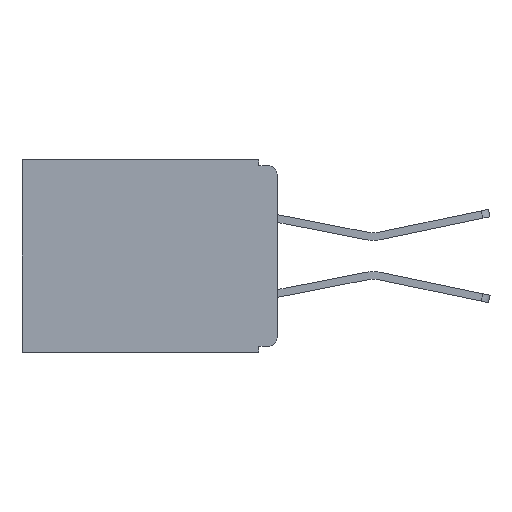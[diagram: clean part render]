
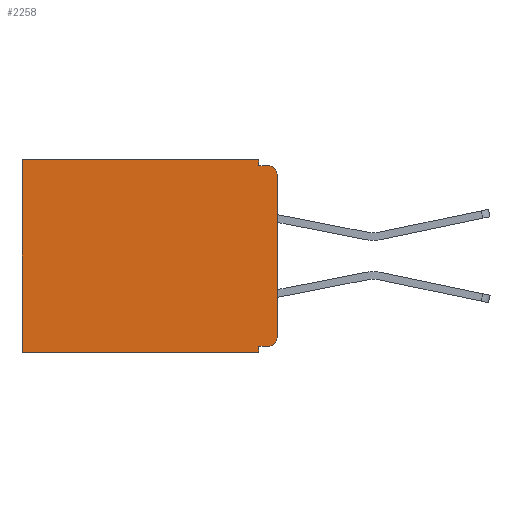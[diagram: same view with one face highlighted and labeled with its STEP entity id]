
A CAD part, left-side view. The second image highlights one B-rep face of the part: STEP entity #2258.
In plain terms, the highlighted planar face has unit normal (-1, 0, 0).
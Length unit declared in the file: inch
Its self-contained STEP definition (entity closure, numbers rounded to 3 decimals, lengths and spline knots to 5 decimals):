
#204 = VERTEX_POINT ( 'NONE', #7021 ) ;
#792 = PLANE ( 'NONE',  #8617 ) ;
#904 = DIRECTION ( 'NONE',  ( 1., 0., 0. ) ) ;
#1547 = ORIENTED_EDGE ( 'NONE', *, *, #3205, .F. ) ;
#1836 = CARTESIAN_POINT ( 'NONE',  ( 0.3, 0., 0. ) ) ;
#2015 = DIRECTION ( 'NONE',  ( 0., 1., 0. ) ) ;
#2036 = ORIENTED_EDGE ( 'NONE', *, *, #5520, .T. ) ;
#2258 = ADVANCED_FACE ( 'NONE', ( #4914 ), #792, .F. ) ;
#2326 = CARTESIAN_POINT ( 'NONE',  ( 0.3, 0.437, -0.33 ) ) ;
#2497 = EDGE_CURVE ( 'NONE', #17085, #16468, #16211, .T. ) ;
#2506 = ORIENTED_EDGE ( 'NONE', *, *, #2497, .F. ) ;
#2782 = CARTESIAN_POINT ( 'NONE',  ( 0.3, 0., -0.025 ) ) ;
#2947 = VERTEX_POINT ( 'NONE', #3150 ) ;
#3150 = CARTESIAN_POINT ( 'NONE',  ( 0.3, 0.015, -0.32 ) ) ;
#3205 = EDGE_CURVE ( 'NONE', #2947, #16985, #12386, .T. ) ;
#3443 = ORIENTED_EDGE ( 'NONE', *, *, #15789, .T. ) ;
#3538 = EDGE_LOOP ( 'NONE', ( #2506, #3443, #4595, #8792, #13829, #6820, #16135, #16567, #1547, #2036 ) ) ;
#3576 = VECTOR ( 'NONE', #2015, 39.37008 ) ;
#4045 = AXIS2_PLACEMENT_3D ( 'NONE', #8678, #7075, #6998 ) ;
#4096 = DIRECTION ( 'NONE',  ( 0., 0., -1. ) ) ;
#4332 = CIRCLE ( 'NONE', #4045, 0.015 ) ;
#4490 = VERTEX_POINT ( 'NONE', #10067 ) ;
#4595 = ORIENTED_EDGE ( 'NONE', *, *, #10303, .F. ) ;
#4898 = CARTESIAN_POINT ( 'NONE',  ( 0.3, 0.437, 0. ) ) ;
#4914 = FACE_OUTER_BOUND ( 'NONE', #3538, .T. ) ;
#5520 = EDGE_CURVE ( 'NONE', #2947, #16468, #4332, .T. ) ;
#5634 = VECTOR ( 'NONE', #15532, 39.37008 ) ;
#6139 = DIRECTION ( 'NONE',  ( -1., 0., 0. ) ) ;
#6459 = EDGE_CURVE ( 'NONE', #8869, #13846, #8169, .T. ) ;
#6623 = EDGE_CURVE ( 'NONE', #16985, #16661, #9298, .T. ) ;
#6653 = CARTESIAN_POINT ( 'NONE',  ( 0.3, 0.437, -0.33 ) ) ;
#6820 = ORIENTED_EDGE ( 'NONE', *, *, #6459, .T. ) ;
#6835 = CARTESIAN_POINT ( 'NONE',  ( 0.3, 0.031, -0.32 ) ) ;
#6998 = DIRECTION ( 'NONE',  ( 0., 0., -1. ) ) ;
#7021 = CARTESIAN_POINT ( 'NONE',  ( 0.3, 0.031, -0.01 ) ) ;
#7075 = DIRECTION ( 'NONE',  ( -1., 0., 0. ) ) ;
#7738 = VECTOR ( 'NONE', #16266, 39.37008 ) ;
#8169 = LINE ( 'NONE', #6653, #7738 ) ;
#8496 = DIRECTION ( 'NONE',  ( 0., 0., -1. ) ) ;
#8612 = VECTOR ( 'NONE', #17227, 39.37008 ) ;
#8617 = AXIS2_PLACEMENT_3D ( 'NONE', #16048, #904, #4096 ) ;
#8678 = CARTESIAN_POINT ( 'NONE',  ( 0.3, 0.015, -0.305 ) ) ;
#8792 = ORIENTED_EDGE ( 'NONE', *, *, #9465, .F. ) ;
#8856 = CARTESIAN_POINT ( 'NONE',  ( 0.3, 0.031, 0. ) ) ;
#8869 = VERTEX_POINT ( 'NONE', #4898 ) ;
#8960 = LINE ( 'NONE', #14082, #16283 ) ;
#9298 = LINE ( 'NONE', #9564, #12157 ) ;
#9465 = EDGE_CURVE ( 'NONE', #15156, #204, #8960, .T. ) ;
#9564 = CARTESIAN_POINT ( 'NONE',  ( 0.3, 0.031, -0.33 ) ) ;
#9836 = LINE ( 'NONE', #15603, #5634 ) ;
#10067 = CARTESIAN_POINT ( 'NONE',  ( 0.3, 0.015, -0.01 ) ) ;
#10303 = EDGE_CURVE ( 'NONE', #204, #4490, #15207, .T. ) ;
#10385 = EDGE_CURVE ( 'NONE', #16661, #13846, #9836, .T. ) ;
#11322 = CIRCLE ( 'NONE', #13277, 0.015 ) ;
#12047 = LINE ( 'NONE', #1836, #3576 ) ;
#12157 = VECTOR ( 'NONE', #8496, 39.37008 ) ;
#12386 = LINE ( 'NONE', #13878, #8612 ) ;
#12577 = CARTESIAN_POINT ( 'NONE',  ( 0.3, 0., -0.33 ) ) ;
#13277 = AXIS2_PLACEMENT_3D ( 'NONE', #14499, #6139, #15850 ) ;
#13829 = ORIENTED_EDGE ( 'NONE', *, *, #13880, .T. ) ;
#13846 = VERTEX_POINT ( 'NONE', #2326 ) ;
#13878 = CARTESIAN_POINT ( 'NONE',  ( 0.3, 0., -0.32 ) ) ;
#13880 = EDGE_CURVE ( 'NONE', #15156, #8869, #12047, .T. ) ;
#13973 = DIRECTION ( 'NONE',  ( 0., 0., -1. ) ) ;
#14082 = CARTESIAN_POINT ( 'NONE',  ( 0.3, 0.031, 0. ) ) ;
#14380 = VECTOR ( 'NONE', #16213, 39.37008 ) ;
#14499 = CARTESIAN_POINT ( 'NONE',  ( 0.3, 0.015, -0.025 ) ) ;
#14645 = CARTESIAN_POINT ( 'NONE',  ( 0.3, 0., -0.305 ) ) ;
#14983 = CARTESIAN_POINT ( 'NONE',  ( 0.3, 0.031, -0.33 ) ) ;
#15156 = VERTEX_POINT ( 'NONE', #8856 ) ;
#15207 = LINE ( 'NONE', #16295, #14380 ) ;
#15532 = DIRECTION ( 'NONE',  ( 0., 1., 0. ) ) ;
#15603 = CARTESIAN_POINT ( 'NONE',  ( 0.3, 0., -0.33 ) ) ;
#15789 = EDGE_CURVE ( 'NONE', #17085, #4490, #11322, .T. ) ;
#15802 = VECTOR ( 'NONE', #17802, 39.37008 ) ;
#15850 = DIRECTION ( 'NONE',  ( 0., 0., -1. ) ) ;
#16048 = CARTESIAN_POINT ( 'NONE',  ( 0.3, 0., -0.33 ) ) ;
#16135 = ORIENTED_EDGE ( 'NONE', *, *, #10385, .F. ) ;
#16211 = LINE ( 'NONE', #12577, #15802 ) ;
#16213 = DIRECTION ( 'NONE',  ( 0., -1., 0. ) ) ;
#16266 = DIRECTION ( 'NONE',  ( 0., 0., -1. ) ) ;
#16283 = VECTOR ( 'NONE', #13973, 39.37008 ) ;
#16295 = CARTESIAN_POINT ( 'NONE',  ( 0.3, 0., -0.01 ) ) ;
#16468 = VERTEX_POINT ( 'NONE', #14645 ) ;
#16567 = ORIENTED_EDGE ( 'NONE', *, *, #6623, .F. ) ;
#16661 = VERTEX_POINT ( 'NONE', #14983 ) ;
#16985 = VERTEX_POINT ( 'NONE', #6835 ) ;
#17085 = VERTEX_POINT ( 'NONE', #2782 ) ;
#17227 = DIRECTION ( 'NONE',  ( 0., 1., 0. ) ) ;
#17802 = DIRECTION ( 'NONE',  ( 0., 0., -1. ) ) ;
